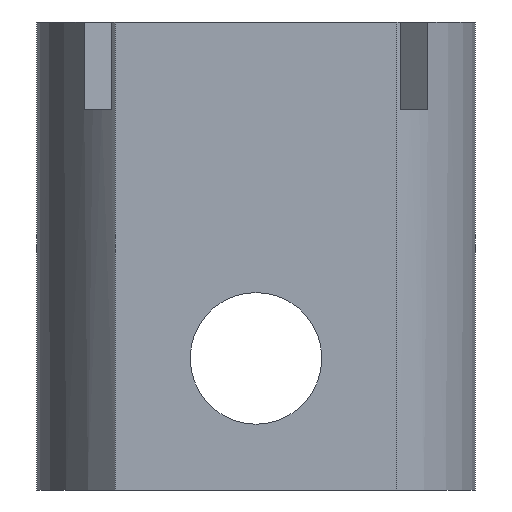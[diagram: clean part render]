
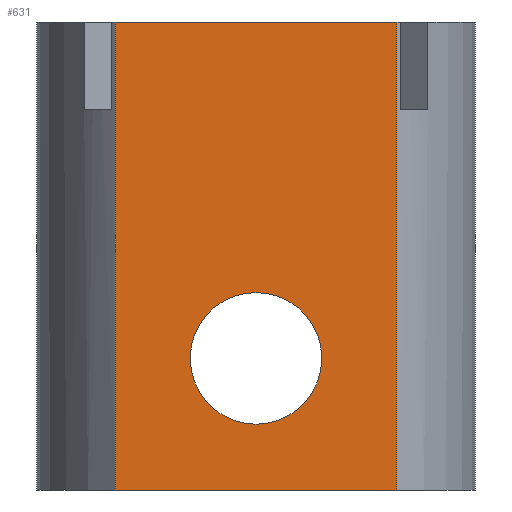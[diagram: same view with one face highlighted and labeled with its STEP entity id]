
A CAD part, front view. The second image highlights one B-rep face of the part: STEP entity #631.
In plain terms, the highlighted planar face has unit normal (0, -1, 0).
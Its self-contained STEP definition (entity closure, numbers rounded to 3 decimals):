
#33 = LINE ( 'NONE', #96, #899 ) ;
#47 = VECTOR ( 'NONE', #317, 1000. ) ;
#71 = FACE_BOUND ( 'NONE', #925, .T. ) ;
#75 = EDGE_CURVE ( 'NONE', #696, #546, #375, .T. ) ;
#96 = CARTESIAN_POINT ( 'NONE',  ( -4.811, -6.05, 16. ) ) ;
#101 = DIRECTION ( 'NONE',  ( -1., 0., 0. ) ) ;
#143 = EDGE_CURVE ( 'NONE', #546, #261, #531, .T. ) ;
#153 = EDGE_CURVE ( 'NONE', #316, #696, #33, .T. ) ;
#159 = EDGE_CURVE ( 'NONE', #973, #624, #380, .T. ) ;
#174 = DIRECTION ( 'NONE',  ( 0., 1., 0. ) ) ;
#201 = EDGE_CURVE ( 'NONE', #624, #973, #676, .T. ) ;
#207 = EDGE_CURVE ( 'NONE', #316, #261, #557, .T. ) ;
#254 = CARTESIAN_POINT ( 'NONE',  ( 0., -6.05, 4.5 ) ) ;
#261 = VERTEX_POINT ( 'NONE', #487 ) ;
#265 = ORIENTED_EDGE ( 'NONE', *, *, #159, .T. ) ;
#297 = DIRECTION ( 'NONE',  ( 0., 0., -1. ) ) ;
#316 = VERTEX_POINT ( 'NONE', #566 ) ;
#317 = DIRECTION ( 'NONE',  ( 1., 0., 0. ) ) ;
#341 = VECTOR ( 'NONE', #621, 1000. ) ;
#372 = FACE_OUTER_BOUND ( 'NONE', #667, .T. ) ;
#375 = LINE ( 'NONE', #758, #878 ) ;
#380 = CIRCLE ( 'NONE', #946, 2.25 ) ;
#390 = CARTESIAN_POINT ( 'NONE',  ( 4.811, -6.05, 11. ) ) ;
#405 = CARTESIAN_POINT ( 'NONE',  ( -4.811, -6.05, 11. ) ) ;
#469 = DIRECTION ( 'NONE',  ( 0., 0., 1. ) ) ;
#476 = PLANE ( 'NONE',  #741 ) ;
#487 = CARTESIAN_POINT ( 'NONE',  ( 4.811, -6.05, 0. ) ) ;
#531 = LINE ( 'NONE', #829, #47 ) ;
#546 = VERTEX_POINT ( 'NONE', #677 ) ;
#547 = CARTESIAN_POINT ( 'NONE',  ( 0., -6.05, 4.5 ) ) ;
#557 = LINE ( 'NONE', #390, #341 ) ;
#566 = CARTESIAN_POINT ( 'NONE',  ( 4.811, -6.05, 16. ) ) ;
#576 = ORIENTED_EDGE ( 'NONE', *, *, #75, .T. ) ;
#617 = DIRECTION ( 'NONE',  ( 0., 1., 0. ) ) ;
#621 = DIRECTION ( 'NONE',  ( 0., 0., -1. ) ) ;
#624 = VERTEX_POINT ( 'NONE', #662 ) ;
#631 = ADVANCED_FACE ( 'NONE', ( #71, #372 ), #476, .F. ) ;
#655 = CARTESIAN_POINT ( 'NONE',  ( 0., -6.05, 2.25 ) ) ;
#662 = CARTESIAN_POINT ( 'NONE',  ( 0., -6.05, 6.75 ) ) ;
#667 = EDGE_LOOP ( 'NONE', ( #905, #707, #773, #576 ) ) ;
#676 = CIRCLE ( 'NONE', #768, 2.25 ) ;
#677 = CARTESIAN_POINT ( 'NONE',  ( -4.811, -6.05, 0. ) ) ;
#689 = CARTESIAN_POINT ( 'NONE',  ( -4.811, -6.05, 16. ) ) ;
#696 = VERTEX_POINT ( 'NONE', #689 ) ;
#698 = DIRECTION ( 'NONE',  ( 0., 1., 0. ) ) ;
#707 = ORIENTED_EDGE ( 'NONE', *, *, #207, .F. ) ;
#741 = AXIS2_PLACEMENT_3D ( 'NONE', #405, #617, #469 ) ;
#758 = CARTESIAN_POINT ( 'NONE',  ( -4.811, -6.05, 11. ) ) ;
#768 = AXIS2_PLACEMENT_3D ( 'NONE', #254, #174, #863 ) ;
#773 = ORIENTED_EDGE ( 'NONE', *, *, #153, .T. ) ;
#784 = DIRECTION ( 'NONE',  ( 0., 0., 1. ) ) ;
#811 = ORIENTED_EDGE ( 'NONE', *, *, #201, .T. ) ;
#829 = CARTESIAN_POINT ( 'NONE',  ( -4.811, -6.05, 0. ) ) ;
#863 = DIRECTION ( 'NONE',  ( 0., 0., 1. ) ) ;
#878 = VECTOR ( 'NONE', #297, 1000. ) ;
#899 = VECTOR ( 'NONE', #101, 1000. ) ;
#905 = ORIENTED_EDGE ( 'NONE', *, *, #143, .T. ) ;
#925 = EDGE_LOOP ( 'NONE', ( #811, #265 ) ) ;
#946 = AXIS2_PLACEMENT_3D ( 'NONE', #547, #698, #784 ) ;
#973 = VERTEX_POINT ( 'NONE', #655 ) ;
